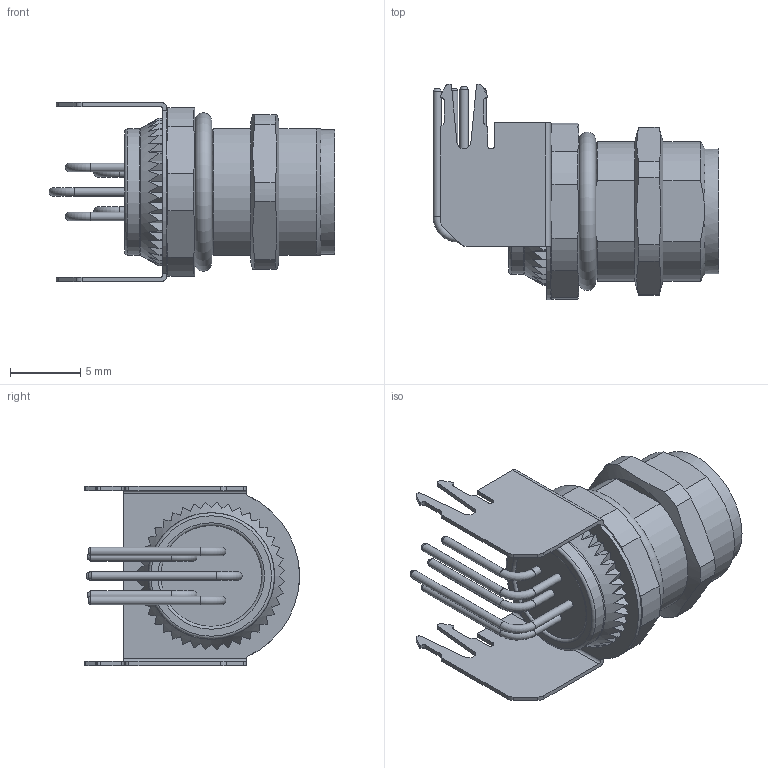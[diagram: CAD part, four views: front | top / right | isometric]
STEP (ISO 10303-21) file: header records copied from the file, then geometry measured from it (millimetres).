
FILE_DESCRIPTION(/* description */ (''),/* implementation_level */ '2;1');
FILE_NAME(/* name */ '09-3422-82-06_bg.stp',/* time_stamp */ '2011-10-26T15:18:06+02:00',/* author */ (''),/* organization */ (''),/* preprocessor_version */ 'ST-DEVELOPER v11',/* originating_system */ 'UGS - NX 5.0',/* authorisation */ '');
FILE_SCHEMA (('CONFIG_CONTROL_DESIGN'));
Length unit declared in the file: millimetre
Products named in the file (1): kborD5F8nuz2
Bounding box: 20.4 x 15.35 x 12.8 mm (x, y, z)
Volume: 1200.3 mm3; surface area: 1598.2 mm2
Topology: 1 solids, 1 shells, 422 faces, 1149 edges, 742 vertices
Faces by surface type: plane 212, cylinder 131, cone 39, torus 14, extrusion 12, bspline 12, sphere 2
Full cylindrical faces by diameter (mm): 0.6 x12, 0.75 x6, 0.8 x6, 7.1 x1, 7.25 x1, 7.4 x1, 8.1 x2, 8.9 x1, 9 x1
Entity records: 13163 total; most frequent: CARTESIAN_POINT 3103, ORIENTED_EDGE 2054, DIRECTION 2035, EDGE_CURVE 1027, AXIS2_PLACEMENT_3D 779, VERTEX_POINT 695, EDGE_LOOP 504, VECTOR 477
